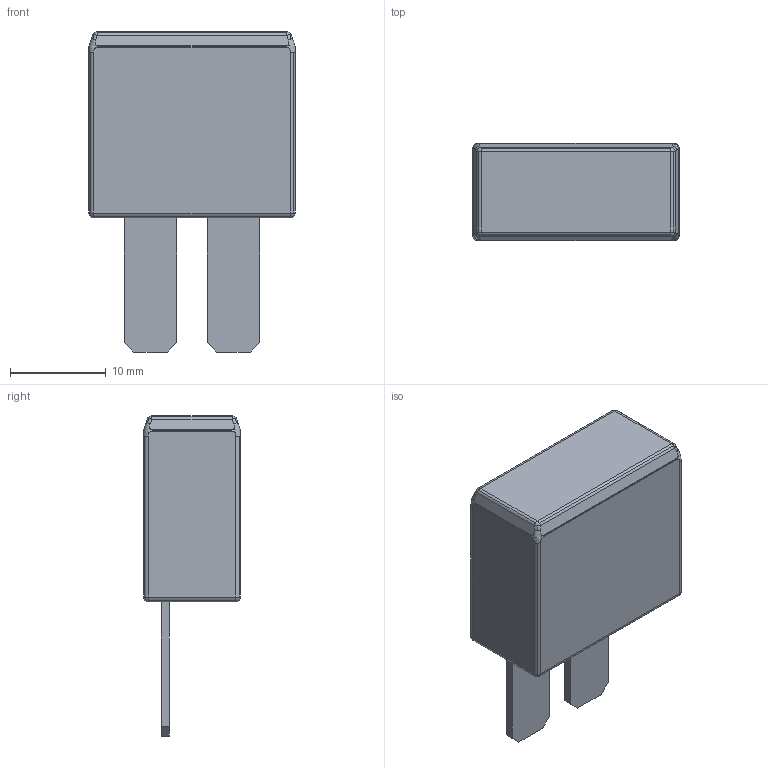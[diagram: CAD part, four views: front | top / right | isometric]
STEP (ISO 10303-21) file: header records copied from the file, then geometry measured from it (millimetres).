
FILE_DESCRIPTION((''),'2;1');
FILE_NAME('Circuit Breaker.stp','2005-12-31T10:12:44',('Owner'),(''),'Autodesk Inventor (R) 6.0','Autodesk Inventor (R) 6.0','');
FILE_SCHEMA(('AUTOMOTIVE_DESIGN { 1 0 10303 214 1 1 1 1 }'));
Length unit declared in the file: millimetre
Products named in the file (1): Circuit Breaker
Bounding box: 21.5 x 10.1 x 33.38 mm (x, y, z)
Volume: 4305.4 mm3; surface area: 1943.8 mm2
Topology: 1 solids, 1 shells, 76 faces, 200 edges, 120 vertices
Faces by surface type: cylinder 40, plane 19, bspline 9, sphere 8
Entity records: 3191 total; most frequent: CARTESIAN_POINT 1332, DIRECTION 392, ORIENTED_EDGE 384, EDGE_CURVE 192, AXIS2_PLACEMENT_3D 148, VERTEX_POINT 120, VECTOR 96, LINE 96
